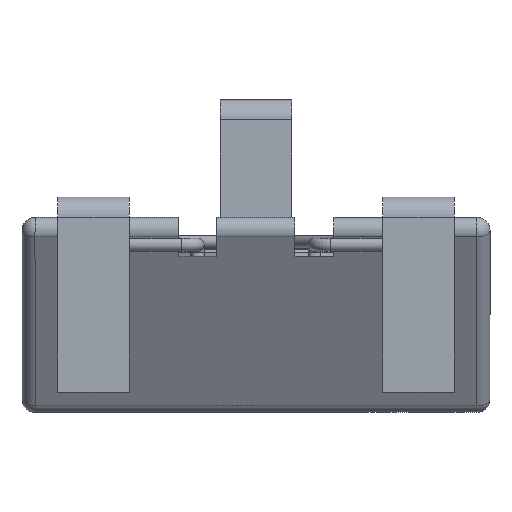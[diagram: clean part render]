
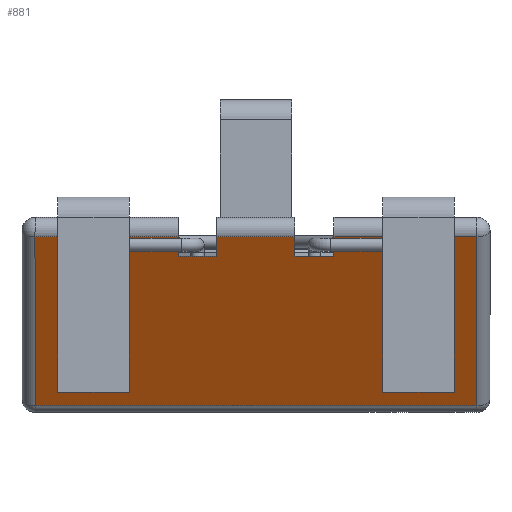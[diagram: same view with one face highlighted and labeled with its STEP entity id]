
A CAD part, left-side view. The second image highlights one B-rep face of the part: STEP entity #881.
In plain terms, the highlighted planar face has unit normal (-0.864, 0, -0.504).
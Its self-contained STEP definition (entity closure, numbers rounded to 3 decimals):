
#881 = ADVANCED_FACE( '', ( #2084 ), #2085, .F. );
#2084 = FACE_OUTER_BOUND( '', #6689, .T. );
#2085 = PLANE( '', #6690 );
#6689 = EDGE_LOOP( '', ( #11886, #11887, #11888, #11889, #11890, #11891, #11892, #11893, #11894, #11895, #11896, #11897 ) );
#6690 = AXIS2_PLACEMENT_3D( '', #11898, #11899, #11900 );
#11886 = ORIENTED_EDGE( '', *, *, #14350, .T. );
#11887 = ORIENTED_EDGE( '', *, *, #14351, .T. );
#11888 = ORIENTED_EDGE( '', *, *, #14352, .F. );
#11889 = ORIENTED_EDGE( '', *, *, #14353, .T. );
#11890 = ORIENTED_EDGE( '', *, *, #14354, .T. );
#11891 = ORIENTED_EDGE( '', *, *, #13979, .T. );
#11892 = ORIENTED_EDGE( '', *, *, #14355, .T. );
#11893 = ORIENTED_EDGE( '', *, *, #14026, .T. );
#11894 = ORIENTED_EDGE( '', *, *, #13841, .T. );
#11895 = ORIENTED_EDGE( '', *, *, #14305, .F. );
#11896 = ORIENTED_EDGE( '', *, *, #14129, .T. );
#11897 = ORIENTED_EDGE( '', *, *, #14321, .F. );
#11898 = CARTESIAN_POINT( '', ( -2.575, -6.46, 0. ) );
#11899 = DIRECTION( '', ( 0.864, 0., 0.504 ) );
#11900 = DIRECTION( '', ( 0.504, 0., -0.864 ) );
#13841 = EDGE_CURVE( '', #15071, #15069, #15072, .F. );
#13979 = EDGE_CURVE( '', #15299, #15297, #15300, .F. );
#14026 = EDGE_CURVE( '', #14888, #15071, #15375, .T. );
#14129 = EDGE_CURVE( '', #15539, #15543, #15545, .T. );
#14305 = EDGE_CURVE( '', #15539, #15069, #15812, .T. );
#14321 = EDGE_CURVE( '', #15836, #15543, #15837, .T. );
#14350 = EDGE_CURVE( '', #15836, #15879, #15880, .F. );
#14351 = EDGE_CURVE( '', #15879, #15881, #15882, .T. );
#14352 = EDGE_CURVE( '', #15883, #15881, #15884, .T. );
#14353 = EDGE_CURVE( '', #15883, #15885, #15886, .T. );
#14354 = EDGE_CURVE( '', #15885, #15299, #15887, .F. );
#14355 = EDGE_CURVE( '', #15297, #14888, #15888, .F. );
#14888 = VERTEX_POINT( '', #16634 );
#15069 = VERTEX_POINT( '', #16866 );
#15071 = VERTEX_POINT( '', #16868 );
#15072 = LINE( '', #16869, #16870 );
#15297 = VERTEX_POINT( '', #17352 );
#15299 = VERTEX_POINT( '', #17354 );
#15300 = LINE( '', #17355, #17356 );
#15375 = LINE( '', #17452, #17453 );
#15539 = VERTEX_POINT( '', #17756 );
#15543 = VERTEX_POINT( '', #17761 );
#15545 = LINE( '', #17764, #17765 );
#15812 = LINE( '', #18176, #18177 );
#15836 = VERTEX_POINT( '', #18208 );
#15837 = LINE( '', #18209, #18210 );
#15879 = VERTEX_POINT( '', #18264 );
#15880 = LINE( '', #18265, #18266 );
#15881 = VERTEX_POINT( '', #18267 );
#15882 = LINE( '', #18268, #18269 );
#15883 = VERTEX_POINT( '', #18270 );
#15884 = LINE( '', #18271, #18272 );
#15885 = VERTEX_POINT( '', #18273 );
#15886 = LINE( '', #18274, #18275 );
#15887 = LINE( '', #18276, #18277 );
#15888 = LINE( '', #18278, #18279 );
#16634 = CARTESIAN_POINT( '', ( -1.729, -1.7, -1.45 ) );
#16866 = CARTESIAN_POINT( '', ( -2.487, -0.6, -0.15 ) );
#16868 = CARTESIAN_POINT( '', ( -2.487, -1.7, -0.15 ) );
#16869 = CARTESIAN_POINT( '', ( -2.487, 1.8, -0.15 ) );
#16870 = VECTOR( '', #19488, 1000. );
#17352 = CARTESIAN_POINT( '', ( -1.729, 1.7, -1.45 ) );
#17354 = CARTESIAN_POINT( '', ( -2.487, 1.7, -0.15 ) );
#17355 = CARTESIAN_POINT( '', ( -1.7, 1.7, -1.5 ) );
#17356 = VECTOR( '', #19651, 1000. );
#17452 = CARTESIAN_POINT( '', ( -2.575, -1.7, 0. ) );
#17453 = VECTOR( '', #19712, 1000. );
#17756 = CARTESIAN_POINT( '', ( -2.4, -0.6, -0.3 ) );
#17761 = CARTESIAN_POINT( '', ( -2.4, -0.3, -0.3 ) );
#17764 = CARTESIAN_POINT( '', ( -2.4, -6.46, -0.3 ) );
#17765 = VECTOR( '', #19815, 1000. );
#18176 = CARTESIAN_POINT( '', ( -2.575, -0.6, 0. ) );
#18177 = VECTOR( '', #20008, 1000. );
#18208 = CARTESIAN_POINT( '', ( -2.487, -0.3, -0.15 ) );
#18209 = CARTESIAN_POINT( '', ( -2.575, -0.3, 0. ) );
#18210 = VECTOR( '', #20028, 1000. );
#18264 = CARTESIAN_POINT( '', ( -2.487, 0.3, -0.15 ) );
#18265 = CARTESIAN_POINT( '', ( -2.487, 1.8, -0.15 ) );
#18266 = VECTOR( '', #20058, 1000. );
#18267 = CARTESIAN_POINT( '', ( -2.4, 0.3, -0.3 ) );
#18268 = CARTESIAN_POINT( '', ( -2.575, 0.3, 0. ) );
#18269 = VECTOR( '', #20059, 1000. );
#18270 = CARTESIAN_POINT( '', ( -2.4, 0.6, -0.3 ) );
#18271 = CARTESIAN_POINT( '', ( -2.4, -6.46, -0.3 ) );
#18272 = VECTOR( '', #20060, 1000. );
#18273 = CARTESIAN_POINT( '', ( -2.487, 0.6, -0.15 ) );
#18274 = CARTESIAN_POINT( '', ( -2.575, 0.6, 0. ) );
#18275 = VECTOR( '', #20061, 1000. );
#18276 = CARTESIAN_POINT( '', ( -2.487, 1.8, -0.15 ) );
#18277 = VECTOR( '', #20062, 1000. );
#18278 = CARTESIAN_POINT( '', ( -1.729, -6.46, -1.45 ) );
#18279 = VECTOR( '', #20063, 1000. );
#19488 = DIRECTION( '', ( 0., -1., 0. ) );
#19651 = DIRECTION( '', ( -0.504, 0., 0.864 ) );
#19712 = DIRECTION( '', ( -0.504, 0., 0.864 ) );
#19815 = DIRECTION( '', ( 0., 1., 0. ) );
#20008 = DIRECTION( '', ( -0.504, 0., 0.864 ) );
#20028 = DIRECTION( '', ( 0.504, 0., -0.864 ) );
#20058 = DIRECTION( '', ( 0., -1., 0. ) );
#20059 = DIRECTION( '', ( 0.504, 0., -0.864 ) );
#20060 = DIRECTION( '', ( 0., -1., 0. ) );
#20061 = DIRECTION( '', ( -0.504, 0., 0.864 ) );
#20062 = DIRECTION( '', ( 0., -1., 0. ) );
#20063 = DIRECTION( '', ( 0., 1., 0. ) );
